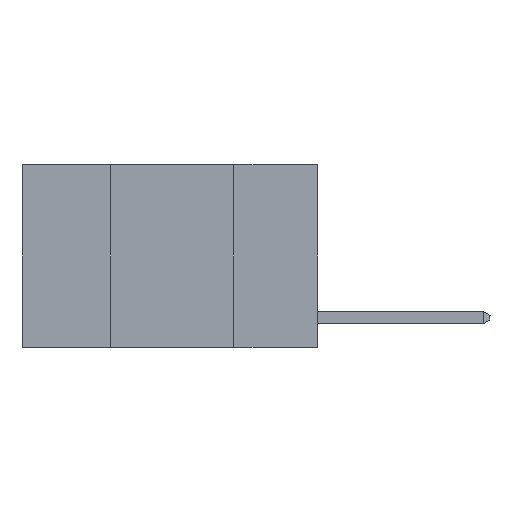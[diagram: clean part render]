
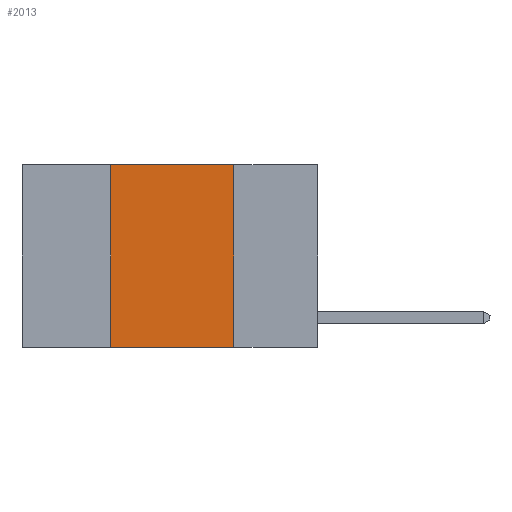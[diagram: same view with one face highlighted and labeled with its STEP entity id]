
A CAD part, left-side view. The second image highlights one B-rep face of the part: STEP entity #2013.
In plain terms, the highlighted planar face has unit normal (-1, 0, 0).
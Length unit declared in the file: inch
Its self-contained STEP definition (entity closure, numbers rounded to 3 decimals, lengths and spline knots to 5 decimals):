
#1033 = CARTESIAN_POINT ( 'NONE',  ( 0., 0.17, 0. ) ) ;
#1404 = VERTEX_POINT ( 'NONE', #5092 ) ;
#2013 = ADVANCED_FACE ( 'NONE', ( #8264 ), #26652, .F. ) ;
#2649 = CARTESIAN_POINT ( 'NONE',  ( 0., 0.42, 0. ) ) ;
#2931 = DIRECTION ( 'NONE',  ( 0., 0., 1. ) ) ;
#5076 = LINE ( 'NONE', #2649, #9999 ) ;
#5092 = CARTESIAN_POINT ( 'NONE',  ( 0., 0.42, -0.37 ) ) ;
#5546 = DIRECTION ( 'NONE',  ( 1., 0., 0. ) ) ;
#6371 = EDGE_CURVE ( 'NONE', #1404, #14661, #6468, .T. ) ;
#6468 = LINE ( 'NONE', #13882, #15774 ) ;
#6497 = EDGE_CURVE ( 'NONE', #1404, #8402, #5076, .T. ) ;
#7199 = ORIENTED_EDGE ( 'NONE', *, *, #6371, .T. ) ;
#8264 = FACE_OUTER_BOUND ( 'NONE', #27929, .T. ) ;
#8329 = VECTOR ( 'NONE', #16098, 39.37008 ) ;
#8402 = VERTEX_POINT ( 'NONE', #20660 ) ;
#8554 = CARTESIAN_POINT ( 'NONE',  ( 0., 0.6, 0. ) ) ;
#9699 = VERTEX_POINT ( 'NONE', #1033 ) ;
#9999 = VECTOR ( 'NONE', #2931, 39.37008 ) ;
#11251 = LINE ( 'NONE', #18834, #8329 ) ;
#11478 = VECTOR ( 'NONE', #21275, 39.37008 ) ;
#12666 = CARTESIAN_POINT ( 'NONE',  ( 0., 0.17, -0.37 ) ) ;
#13882 = CARTESIAN_POINT ( 'NONE',  ( 0., 0.6, -0.37 ) ) ;
#14560 = CARTESIAN_POINT ( 'NONE',  ( 0., 0.17, 0. ) ) ;
#14661 = VERTEX_POINT ( 'NONE', #12666 ) ;
#15062 = DIRECTION ( 'NONE',  ( 0., 0., -1. ) ) ;
#15548 = ORIENTED_EDGE ( 'NONE', *, *, #27703, .F. ) ;
#15774 = VECTOR ( 'NONE', #23175, 39.37008 ) ;
#16098 = DIRECTION ( 'NONE',  ( 0., -1., 0. ) ) ;
#18834 = CARTESIAN_POINT ( 'NONE',  ( 0., 0.6, 0. ) ) ;
#20481 = AXIS2_PLACEMENT_3D ( 'NONE', #8554, #5546, #15062 ) ;
#20660 = CARTESIAN_POINT ( 'NONE',  ( 0., 0.42, 0. ) ) ;
#21275 = DIRECTION ( 'NONE',  ( 0., 0., -1. ) ) ;
#22451 = ORIENTED_EDGE ( 'NONE', *, *, #6497, .F. ) ;
#23175 = DIRECTION ( 'NONE',  ( 0., -1., 0. ) ) ;
#24695 = ORIENTED_EDGE ( 'NONE', *, *, #28936, .F. ) ;
#26652 = PLANE ( 'NONE',  #20481 ) ;
#27703 = EDGE_CURVE ( 'NONE', #9699, #14661, #28105, .T. ) ;
#27929 = EDGE_LOOP ( 'NONE', ( #15548, #24695, #22451, #7199 ) ) ;
#28105 = LINE ( 'NONE', #14560, #11478 ) ;
#28936 = EDGE_CURVE ( 'NONE', #8402, #9699, #11251, .T. ) ;
